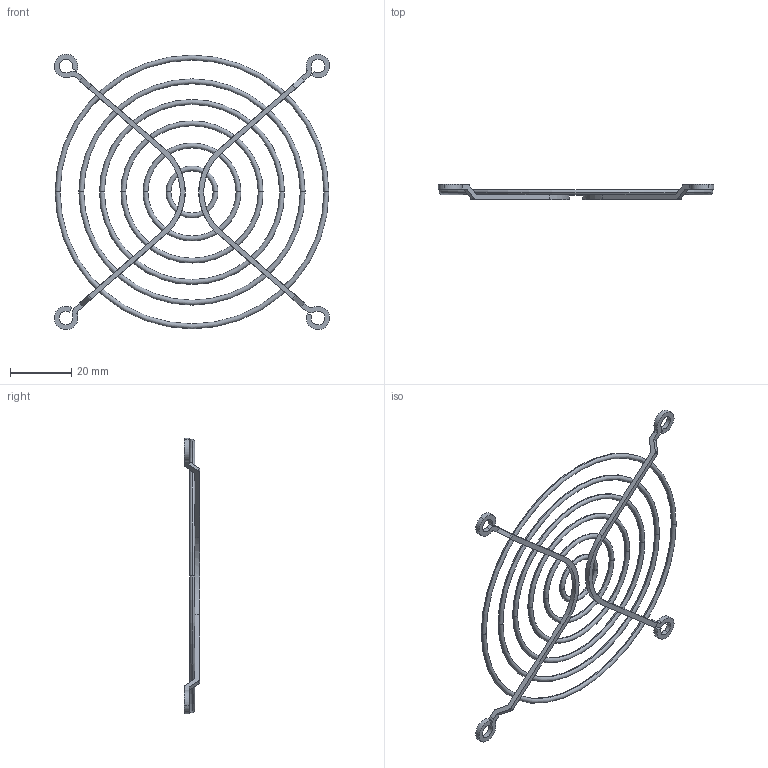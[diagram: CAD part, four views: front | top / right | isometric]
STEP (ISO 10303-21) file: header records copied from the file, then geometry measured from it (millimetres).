
FILE_DESCRIPTION(('starvars output'),'2;1');
FILE_NAME('f92ul.stp','16:23:02 2014/09/16',( 'Thomas Industrial Network Germany GmbH'),( 'Thomas Industrial Network Germany GmbH'),'unknown preprocess','ACIS' ,'unknown authorization');
FILE_SCHEMA(('AUTOMOTIVE_DESIGN_CC2 {UNKNOWN IMPLEMENTATION LEVEL}'));
Length unit declared in the file: millimetre
Products named in the file (1): PRODUCT_ID_25
Bounding box: 90.1 x 5 x 90.1 mm (x, y, z)
Volume: 2712.3 mm3; surface area: 6790.8 mm2
Topology: 8 solids, 8 shells, 117 faces, 315 edges, 202 vertices
Faces by surface type: plane 48, torus 32, cylinder 29, cone 8
Entity records: 4461 total; most frequent: CARTESIAN_POINT 719, ORIENTED_EDGE 678, DIRECTION 441, EDGE_CURVE 339, VERTEX_POINT 250, AXIS2_PLACEMENT_3D 180, EDGE_LOOP 141, FACE_BOUND 141
